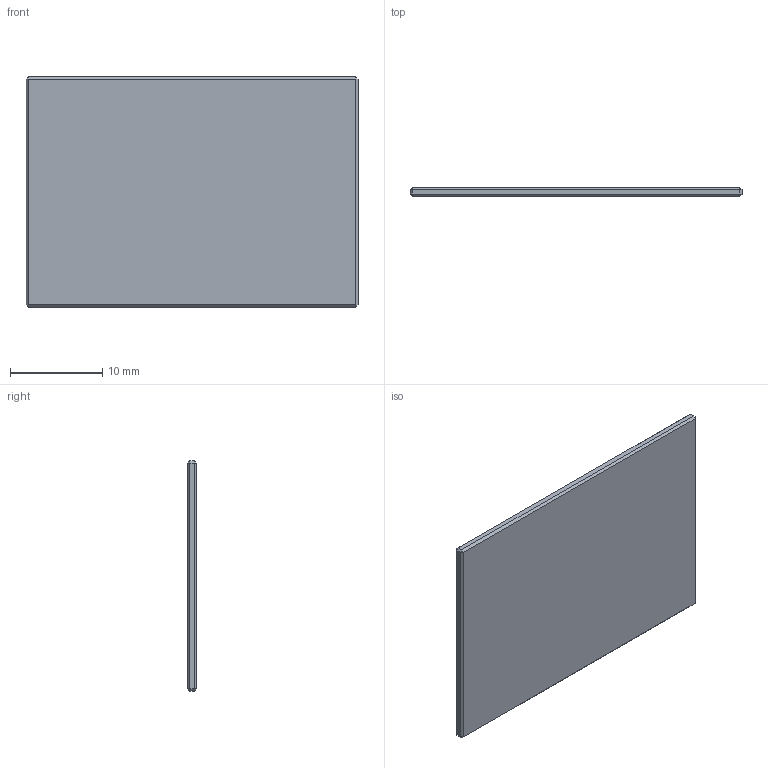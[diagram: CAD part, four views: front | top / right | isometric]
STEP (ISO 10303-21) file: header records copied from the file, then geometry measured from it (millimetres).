
FILE_DESCRIPTION(/* description */ (''),/* implementation_level */ '2;1');
FILE_NAME(/* name */ 'Filter - Dichroic Mirror(MD498).step',/* time_stamp */ '2024-06-17T21:29:14-04:00',/* author */ (''),/* organization */ (''),/* preprocessor_version */ 'ST-DEVELOPER v20',/* originating_system */ 'Autodesk Translation Framework v12.20.1.177',/* authorisation */ '');
FILE_SCHEMA (('AUTOMOTIVE_DESIGN { 1 0 10303 214 3 1 1 }'));
Length unit declared in the file: inch
Products named in the file (1): Filter - Dichroic Mirror(MD498)
Bounding box: 36 x 1 x 25 mm (x, y, z)
Volume: 892.3 mm3; surface area: 1885.5 mm2
Topology: 1 solids, 1 shells, 36 faces, 121 edges, 97 vertices
Faces by surface type: plane 36
Entity records: 1921 total; most frequent: CARTESIAN_POINT 855, ORIENTED_EDGE 242, DIRECTION 156, EDGE_CURVE 121, VERTEX_POINT 97, LINE 82, VECTOR 82, EDGE_LOOP 46
